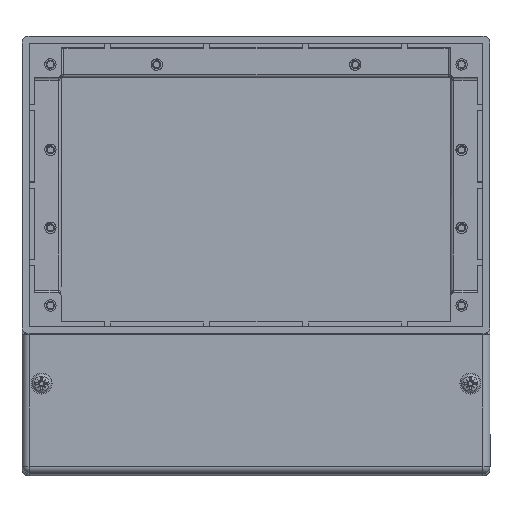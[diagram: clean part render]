
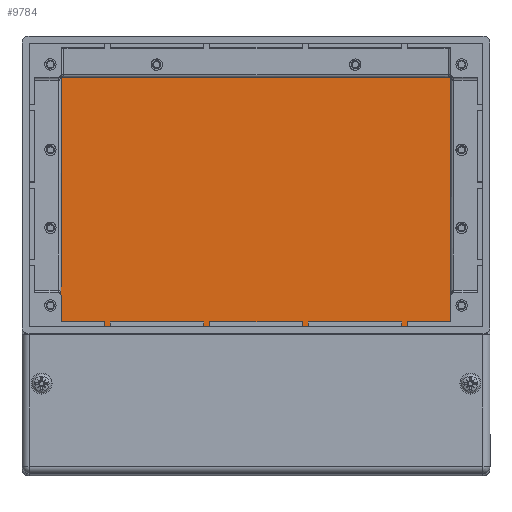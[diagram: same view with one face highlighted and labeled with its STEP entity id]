
A CAD part, top view. The second image highlights one B-rep face of the part: STEP entity #9784.
In plain terms, the highlighted planar face has unit normal (0, 0, 1).
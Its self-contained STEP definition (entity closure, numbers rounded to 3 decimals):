
#1157=FACE_OUTER_BOUND('',#1800,.T.);
#1800=EDGE_LOOP('',(#7751,#7752,#7753,#7754,#7755,#7756,#7757,#7758,#7759,
#7760,#7761,#7762));
#2107=LINE('',#13930,#3055);
#2113=LINE('',#13942,#3061);
#2122=LINE('',#13983,#3070);
#2124=LINE('',#13991,#3072);
#2129=LINE('',#14001,#3077);
#2151=LINE('',#14057,#3099);
#2167=LINE('',#14138,#3115);
#2171=LINE('',#14145,#3119);
#2245=LINE('',#14676,#3193);
#2656=LINE('',#15853,#3604);
#2664=LINE('',#15868,#3612);
#2668=LINE('',#15874,#3616);
#3055=VECTOR('',#11074,10.);
#3061=VECTOR('',#11082,10.);
#3070=VECTOR('',#11103,10.);
#3072=VECTOR('',#11111,10.);
#3077=VECTOR('',#11118,10.);
#3099=VECTOR('',#11146,10.);
#3115=VECTOR('',#11194,10.);
#3119=VECTOR('',#11200,10.);
#3193=VECTOR('',#11464,10.);
#3604=VECTOR('',#12611,10.);
#3612=VECTOR('',#12625,10.);
#3616=VECTOR('',#12631,10.);
#4002=VERTEX_POINT('',#13926);
#4004=VERTEX_POINT('',#13929);
#4009=VERTEX_POINT('',#13941);
#4019=VERTEX_POINT('',#13979);
#4021=VERTEX_POINT('',#13982);
#4024=VERTEX_POINT('',#13990);
#4026=VERTEX_POINT('',#13995);
#4028=VERTEX_POINT('',#13999);
#4063=VERTEX_POINT('',#14137);
#4065=VERTEX_POINT('',#14143);
#4549=VERTEX_POINT('',#15850);
#4550=VERTEX_POINT('',#15852);
#4939=EDGE_CURVE('',#4002,#4004,#2107,.T.);
#4945=EDGE_CURVE('',#4009,#4004,#2113,.T.);
#4958=EDGE_CURVE('',#4019,#4021,#2122,.T.);
#4962=EDGE_CURVE('',#4009,#4024,#2124,.T.);
#4967=EDGE_CURVE('',#4028,#4026,#2129,.T.);
#4991=EDGE_CURVE('',#4028,#4021,#2151,.T.);
#5016=EDGE_CURVE('',#4063,#4024,#2167,.T.);
#5020=EDGE_CURVE('',#4019,#4065,#2171,.T.);
#5150=EDGE_CURVE('',#4065,#4063,#2245,.T.);
#5703=EDGE_CURVE('',#4550,#4549,#2656,.T.);
#5711=EDGE_CURVE('',#4002,#4550,#2664,.T.);
#5715=EDGE_CURVE('',#4549,#4026,#2668,.T.);
#7751=ORIENTED_EDGE('',*,*,#5703,.T.);
#7752=ORIENTED_EDGE('',*,*,#5715,.T.);
#7753=ORIENTED_EDGE('',*,*,#4967,.F.);
#7754=ORIENTED_EDGE('',*,*,#4991,.T.);
#7755=ORIENTED_EDGE('',*,*,#4958,.F.);
#7756=ORIENTED_EDGE('',*,*,#5020,.T.);
#7757=ORIENTED_EDGE('',*,*,#5150,.T.);
#7758=ORIENTED_EDGE('',*,*,#5016,.T.);
#7759=ORIENTED_EDGE('',*,*,#4962,.F.);
#7760=ORIENTED_EDGE('',*,*,#4945,.T.);
#7761=ORIENTED_EDGE('',*,*,#4939,.F.);
#7762=ORIENTED_EDGE('',*,*,#5711,.T.);
#9307=PLANE('',#10613);
#9784=ADVANCED_FACE('',(#1157),#9307,.T.);
#10613=AXIS2_PLACEMENT_3D('',#15873,#12629,#12630);
#11074=DIRECTION('',(-1.,0.,0.));
#11082=DIRECTION('',(0.,-1.,0.));
#11103=DIRECTION('',(1.,0.,0.));
#11111=DIRECTION('',(1.,0.,0.));
#11118=DIRECTION('',(-1.,0.,0.));
#11146=DIRECTION('',(0.,1.,0.));
#11194=DIRECTION('',(0.,-1.,0.));
#11200=DIRECTION('',(0.,1.,0.));
#11464=DIRECTION('',(-1.,0.,0.));
#12611=DIRECTION('',(1.,0.,0.));
#12625=DIRECTION('',(0.,-1.,0.));
#12629=DIRECTION('center_axis',(0.,0.,
1.));
#12630=DIRECTION('ref_axis',(1.,0.,0.));
#12631=DIRECTION('',(0.,1.,0.));
#13926=CARTESIAN_POINT('',(-68.,-32.6,2.5));
#13929=CARTESIAN_POINT('',(-68.75,-32.6,2.5));
#13930=CARTESIAN_POINT('',(0.,-32.6,2.5));
#13941=CARTESIAN_POINT('',(-68.75,-10.6,2.5));
#13942=CARTESIAN_POINT('',(-68.75,-32.6,2.5));
#13979=CARTESIAN_POINT('',(68.7,-10.6,2.5));
#13982=CARTESIAN_POINT('',(68.75,-10.6,2.5));
#13983=CARTESIAN_POINT('',(0.,-10.6,2.5));
#13990=CARTESIAN_POINT('',(-68.7,-10.6,2.5));
#13991=CARTESIAN_POINT('',(0.,-10.6,2.5));
#13995=CARTESIAN_POINT('',(68.,-32.6,2.5));
#13999=CARTESIAN_POINT('',(68.75,-32.6,2.5));
#14001=CARTESIAN_POINT('',(0.,-32.6,2.5));
#14057=CARTESIAN_POINT('',(68.75,-32.6,2.5));
#14137=CARTESIAN_POINT('',(-68.7,63.,2.5));
#14138=CARTESIAN_POINT('',(-68.7,-13.,2.5));
#14143=CARTESIAN_POINT('',(68.7,63.,2.5));
#14145=CARTESIAN_POINT('',(68.7,63.,2.5));
#14676=CARTESIAN_POINT('',(-68.7,63.,2.5));
#15850=CARTESIAN_POINT('',(68.,-39.,2.5));
#15852=CARTESIAN_POINT('',(-68.,-39.,2.5));
#15853=CARTESIAN_POINT('',(-34.,-39.,2.5));
#15868=CARTESIAN_POINT('',(-68.,-49.5,2.5));
#15873=CARTESIAN_POINT('Origin',(0.,-52.316,
2.5));
#15874=CARTESIAN_POINT('',(68.,-32.6,2.5));
